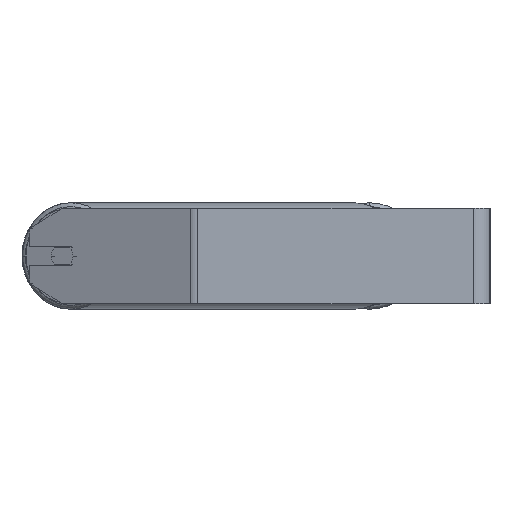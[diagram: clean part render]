
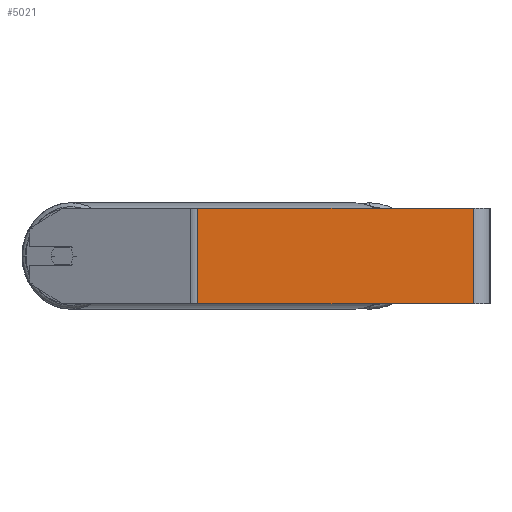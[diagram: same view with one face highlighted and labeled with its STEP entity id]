
A CAD part, left-side view. The second image highlights one B-rep face of the part: STEP entity #5021.
In plain terms, the highlighted planar face has unit normal (-1, 0, 0).
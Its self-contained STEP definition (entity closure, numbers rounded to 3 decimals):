
#30 = VECTOR ( 'NONE', #7167, 1000. ) ;
#166 = AXIS2_PLACEMENT_3D ( 'NONE', #3444, #7572, #8144 ) ;
#505 = VERTEX_POINT ( 'NONE', #3789 ) ;
#1044 = VECTOR ( 'NONE', #1902, 1000. ) ;
#1649 = CARTESIAN_POINT ( 'NONE',  ( -900., 14., 40. ) ) ;
#1902 = DIRECTION ( 'NONE',  ( 0., -1., 0. ) ) ;
#2603 = CARTESIAN_POINT ( 'NONE',  ( -900., 247.429, -40. ) ) ;
#2647 = FACE_OUTER_BOUND ( 'NONE', #3753, .T. ) ;
#3108 = VERTEX_POINT ( 'NONE', #6542 ) ;
#3361 = CARTESIAN_POINT ( 'NONE',  ( -900., 244.325, 40. ) ) ;
#3444 = CARTESIAN_POINT ( 'NONE',  ( -900., 247.429, 40. ) ) ;
#3534 = LINE ( 'NONE', #3361, #8081 ) ;
#3744 = CARTESIAN_POINT ( 'NONE',  ( -900., 14., -40. ) ) ;
#3753 = EDGE_LOOP ( 'NONE', ( #5059, #4389, #4122, #6838 ) ) ;
#3789 = CARTESIAN_POINT ( 'NONE',  ( -900., 244.325, -40. ) ) ;
#4122 = ORIENTED_EDGE ( 'NONE', *, *, #6487, .F. ) ;
#4196 = PLANE ( 'NONE',  #166 ) ;
#4389 = ORIENTED_EDGE ( 'NONE', *, *, #6028, .F. ) ;
#4647 = EDGE_CURVE ( 'NONE', #3108, #505, #3534, .T. ) ;
#5021 = ADVANCED_FACE ( 'NONE', ( #2647 ), #4196, .F. ) ;
#5059 = ORIENTED_EDGE ( 'NONE', *, *, #5225, .T. ) ;
#5225 = EDGE_CURVE ( 'NONE', #505, #8294, #5674, .T. ) ;
#5674 = LINE ( 'NONE', #2603, #30 ) ;
#5772 = DIRECTION ( 'NONE',  ( 0., 0., -1. ) ) ;
#5935 = CARTESIAN_POINT ( 'NONE',  ( -900., 247.429, 40. ) ) ;
#6002 = VECTOR ( 'NONE', #5772, 1000. ) ;
#6015 = VERTEX_POINT ( 'NONE', #6351 ) ;
#6028 = EDGE_CURVE ( 'NONE', #6015, #8294, #7712, .T. ) ;
#6351 = CARTESIAN_POINT ( 'NONE',  ( -900., 14., 40. ) ) ;
#6487 = EDGE_CURVE ( 'NONE', #3108, #6015, #8142, .T. ) ;
#6542 = CARTESIAN_POINT ( 'NONE',  ( -900., 244.325, 40. ) ) ;
#6838 = ORIENTED_EDGE ( 'NONE', *, *, #4647, .T. ) ;
#7167 = DIRECTION ( 'NONE',  ( 0., -1., 0. ) ) ;
#7572 = DIRECTION ( 'NONE',  ( 1., 0., 0. ) ) ;
#7712 = LINE ( 'NONE', #1649, #6002 ) ;
#8081 = VECTOR ( 'NONE', #8112, 1000. ) ;
#8112 = DIRECTION ( 'NONE',  ( 0., 0., -1. ) ) ;
#8142 = LINE ( 'NONE', #5935, #1044 ) ;
#8144 = DIRECTION ( 'NONE',  ( 0., 0., -1. ) ) ;
#8294 = VERTEX_POINT ( 'NONE', #3744 ) ;
